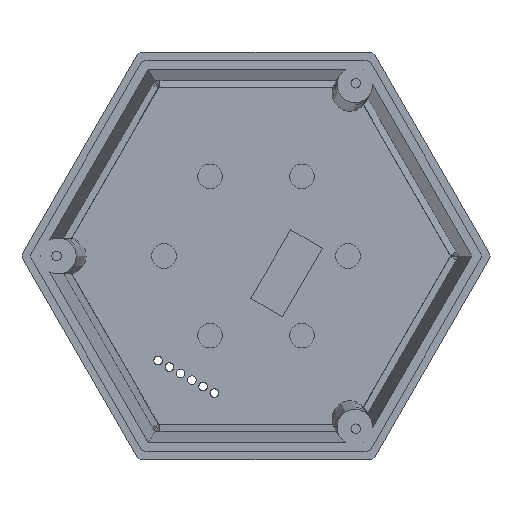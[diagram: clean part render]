
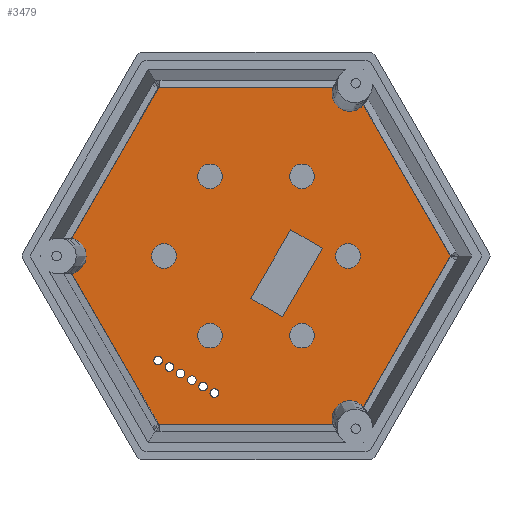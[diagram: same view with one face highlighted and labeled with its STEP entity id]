
A CAD part, front view. The second image highlights one B-rep face of the part: STEP entity #3479.
In plain terms, the highlighted planar face has unit normal (0, -1, 0).
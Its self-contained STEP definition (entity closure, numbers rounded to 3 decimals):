
#50=FACE_BOUND('',#620,.T.);
#51=FACE_BOUND('',#621,.T.);
#52=FACE_BOUND('',#622,.T.);
#53=FACE_BOUND('',#623,.T.);
#54=FACE_BOUND('',#624,.T.);
#55=FACE_BOUND('',#625,.T.);
#56=FACE_BOUND('',#626,.T.);
#57=FACE_BOUND('',#627,.T.);
#58=FACE_BOUND('',#628,.T.);
#59=FACE_BOUND('',#629,.T.);
#60=FACE_BOUND('',#630,.T.);
#61=FACE_BOUND('',#631,.T.);
#62=FACE_BOUND('',#632,.T.);
#224=PLANE('',#3741);
#408=FACE_OUTER_BOUND('',#619,.T.);
#619=EDGE_LOOP('',(#3209,#3210,#3211,#3212,#3213,#3214));
#620=EDGE_LOOP('',(#3215,#3216,#3217,#3218));
#621=EDGE_LOOP('',(#3219));
#622=EDGE_LOOP('',(#3220));
#623=EDGE_LOOP('',(#3221));
#624=EDGE_LOOP('',(#3222));
#625=EDGE_LOOP('',(#3223));
#626=EDGE_LOOP('',(#3224));
#627=EDGE_LOOP('',(#3225));
#628=EDGE_LOOP('',(#3226));
#629=EDGE_LOOP('',(#3227));
#630=EDGE_LOOP('',(#3228));
#631=EDGE_LOOP('',(#3229));
#632=EDGE_LOOP('',(#3230));
#698=LINE('',#4820,#1109);
#702=LINE('',#4828,#1113);
#705=LINE('',#4834,#1116);
#708=LINE('',#4839,#1119);
#715=LINE('',#4856,#1126);
#997=LINE('',#5541,#1408);
#1001=LINE('',#5548,#1412);
#1021=LINE('',#5611,#1432);
#1047=LINE('',#5687,#1458);
#1048=LINE('',#5689,#1459);
#1109=VECTOR('',#3895,10.);
#1113=VECTOR('',#3901,10.);
#1116=VECTOR('',#3906,10.);
#1119=VECTOR('',#3911,10.);
#1126=VECTOR('',#3924,10.);
#1408=VECTOR('',#4500,10.);
#1412=VECTOR('',#4506,10.);
#1432=VECTOR('',#4580,10.);
#1458=VECTOR('',#4636,10.);
#1459=VECTOR('',#4639,10.);
#1499=CIRCLE('',#3700,0.85);
#1500=CIRCLE('',#3702,0.85);
#1501=CIRCLE('',#3704,0.85);
#1502=CIRCLE('',#3706,0.85);
#1503=CIRCLE('',#3708,0.85);
#1504=CIRCLE('',#3710,0.85);
#1505=CIRCLE('',#3712,2.405);
#1506=CIRCLE('',#3714,2.405);
#1507=CIRCLE('',#3716,2.405);
#1508=CIRCLE('',#3718,2.405);
#1509=CIRCLE('',#3720,2.405);
#1510=CIRCLE('',#3722,2.405);
#1570=VERTEX_POINT('',#4818);
#1571=VERTEX_POINT('',#4819);
#1574=VERTEX_POINT('',#4827);
#1576=VERTEX_POINT('',#4833);
#1583=VERTEX_POINT('',#4853);
#1584=VERTEX_POINT('',#4855);
#1799=VERTEX_POINT('',#5538);
#1800=VERTEX_POINT('',#5540);
#1802=VERTEX_POINT('',#5547);
#1804=VERTEX_POINT('',#5554);
#1805=VERTEX_POINT('',#5558);
#1806=VERTEX_POINT('',#5562);
#1807=VERTEX_POINT('',#5566);
#1808=VERTEX_POINT('',#5570);
#1809=VERTEX_POINT('',#5574);
#1810=VERTEX_POINT('',#5578);
#1811=VERTEX_POINT('',#5582);
#1812=VERTEX_POINT('',#5586);
#1813=VERTEX_POINT('',#5590);
#1814=VERTEX_POINT('',#5594);
#1815=VERTEX_POINT('',#5598);
#1818=VERTEX_POINT('',#5610);
#1908=EDGE_CURVE('',#1570,#1571,#698,.T.);
#1912=EDGE_CURVE('',#1574,#1570,#702,.T.);
#1915=EDGE_CURVE('',#1576,#1574,#705,.T.);
#1918=EDGE_CURVE('',#1571,#1576,#708,.T.);
#1925=EDGE_CURVE('',#1583,#1584,#715,.T.);
#2239=EDGE_CURVE('',#1799,#1800,#997,.T.);
#2243=EDGE_CURVE('',#1800,#1802,#1001,.T.);
#2248=EDGE_CURVE('',#1804,#1804,#1499,.T.);
#2250=EDGE_CURVE('',#1805,#1805,#1500,.T.);
#2252=EDGE_CURVE('',#1806,#1806,#1501,.T.);
#2254=EDGE_CURVE('',#1807,#1807,#1502,.T.);
#2256=EDGE_CURVE('',#1808,#1808,#1503,.T.);
#2258=EDGE_CURVE('',#1809,#1809,#1504,.T.);
#2259=EDGE_CURVE('',#1810,#1810,#1505,.T.);
#2261=EDGE_CURVE('',#1811,#1811,#1506,.T.);
#2263=EDGE_CURVE('',#1812,#1812,#1507,.T.);
#2265=EDGE_CURVE('',#1813,#1813,#1508,.T.);
#2267=EDGE_CURVE('',#1814,#1814,#1509,.T.);
#2269=EDGE_CURVE('',#1815,#1815,#1510,.T.);
#2275=EDGE_CURVE('',#1802,#1818,#1021,.T.);
#2307=EDGE_CURVE('',#1584,#1799,#1047,.T.);
#2308=EDGE_CURVE('',#1818,#1583,#1048,.T.);
#3209=ORIENTED_EDGE('',*,*,#2275,.F.);
#3210=ORIENTED_EDGE('',*,*,#2243,.F.);
#3211=ORIENTED_EDGE('',*,*,#2239,.F.);
#3212=ORIENTED_EDGE('',*,*,#2307,.F.);
#3213=ORIENTED_EDGE('',*,*,#1925,.F.);
#3214=ORIENTED_EDGE('',*,*,#2308,.F.);
#3215=ORIENTED_EDGE('',*,*,#1908,.T.);
#3216=ORIENTED_EDGE('',*,*,#1918,.T.);
#3217=ORIENTED_EDGE('',*,*,#1915,.T.);
#3218=ORIENTED_EDGE('',*,*,#1912,.T.);
#3219=ORIENTED_EDGE('',*,*,#2269,.T.);
#3220=ORIENTED_EDGE('',*,*,#2267,.T.);
#3221=ORIENTED_EDGE('',*,*,#2265,.T.);
#3222=ORIENTED_EDGE('',*,*,#2263,.T.);
#3223=ORIENTED_EDGE('',*,*,#2261,.T.);
#3224=ORIENTED_EDGE('',*,*,#2259,.T.);
#3225=ORIENTED_EDGE('',*,*,#2258,.T.);
#3226=ORIENTED_EDGE('',*,*,#2256,.T.);
#3227=ORIENTED_EDGE('',*,*,#2254,.T.);
#3228=ORIENTED_EDGE('',*,*,#2252,.T.);
#3229=ORIENTED_EDGE('',*,*,#2250,.T.);
#3230=ORIENTED_EDGE('',*,*,#2248,.T.);
#3479=ADVANCED_FACE('',(#408,#50,#51,#52,#53,#54,#55,#56,#57,#58,#59,#60,
#61,#62),#224,.F.);
#3700=AXIS2_PLACEMENT_3D('',#5556,#4513,#4514);
#3702=AXIS2_PLACEMENT_3D('',#5560,#4518,#4519);
#3704=AXIS2_PLACEMENT_3D('',#5564,#4523,#4524);
#3706=AXIS2_PLACEMENT_3D('',#5568,#4528,#4529);
#3708=AXIS2_PLACEMENT_3D('',#5572,#4533,#4534);
#3710=AXIS2_PLACEMENT_3D('',#5576,#4538,#4539);
#3712=AXIS2_PLACEMENT_3D('',#5579,#4542,#4543);
#3714=AXIS2_PLACEMENT_3D('',#5583,#4547,#4548);
#3716=AXIS2_PLACEMENT_3D('',#5587,#4552,#4553);
#3718=AXIS2_PLACEMENT_3D('',#5591,#4557,#4558);
#3720=AXIS2_PLACEMENT_3D('',#5595,#4562,#4563);
#3722=AXIS2_PLACEMENT_3D('',#5599,#4567,#4568);
#3741=AXIS2_PLACEMENT_3D('',#5688,#4637,#4638);
#3895=DIRECTION('',(0.864,0.,-0.504));
#3901=DIRECTION('',(0.504,0.,0.864));
#3906=DIRECTION('',(-0.864,0.,0.504));
#3911=DIRECTION('',(-0.504,0.,-0.864));
#3924=DIRECTION('',(-1.,0.,0.));
#4500=DIRECTION('',(0.5,0.,0.866));
#4506=DIRECTION('',(1.,0.,0.));
#4513=DIRECTION('center_axis',(0.,1.,0.));
#4514=DIRECTION('ref_axis',(-1.,0.,0.));
#4518=DIRECTION('center_axis',(0.,1.,0.));
#4519=DIRECTION('ref_axis',(-1.,0.,0.));
#4523=DIRECTION('center_axis',(0.,1.,0.));
#4524=DIRECTION('ref_axis',(-1.,0.,0.));
#4528=DIRECTION('center_axis',(0.,1.,0.));
#4529=DIRECTION('ref_axis',(-1.,0.,0.));
#4533=DIRECTION('center_axis',(0.,1.,0.));
#4534=DIRECTION('ref_axis',(-1.,0.,0.));
#4538=DIRECTION('center_axis',(0.,1.,0.));
#4539=DIRECTION('ref_axis',(-1.,0.,0.));
#4542=DIRECTION('center_axis',(0.,1.,0.));
#4543=DIRECTION('ref_axis',(-1.,0.,0.));
#4547=DIRECTION('center_axis',(0.,1.,0.));
#4548=DIRECTION('ref_axis',(-0.5,0.,0.866));
#4552=DIRECTION('center_axis',(0.,1.,0.));
#4553=DIRECTION('ref_axis',(0.5,0.,0.866));
#4557=DIRECTION('center_axis',(0.,1.,0.));
#4558=DIRECTION('ref_axis',(1.,0.,0.));
#4562=DIRECTION('center_axis',(0.,1.,0.));
#4563=DIRECTION('ref_axis',(0.5,0.,-0.866));
#4567=DIRECTION('center_axis',(0.,1.,0.));
#4568=DIRECTION('ref_axis',(-0.5,0.,-0.866));
#4580=DIRECTION('',(0.5,0.,-0.866));
#4636=DIRECTION('',(-0.5,0.,0.866));
#4637=DIRECTION('center_axis',(0.,1.,0.));
#4638=DIRECTION('ref_axis',(0.,0.,1.));
#4639=DIRECTION('',(-0.5,0.,-0.866));
#4818=CARTESIAN_POINT('',(6.789,29.,5.123));
#4819=CARTESIAN_POINT('',(13.,29.,1.5));
#4820=CARTESIAN_POINT('',(5.371,29.,5.95));
#4827=CARTESIAN_POINT('',(-1.023,29.,-8.269));
#4828=CARTESIAN_POINT('',(0.907,29.,-4.962));
#4833=CARTESIAN_POINT('',(5.188,29.,-11.892));
#4834=CARTESIAN_POINT('',(0.665,29.,-9.253));
#4839=CARTESIAN_POINT('',(11.023,29.,-1.889));
#4853=CARTESIAN_POINT('',(18.987,29.,-32.886));
#4855=CARTESIAN_POINT('',(-18.987,29.,-32.886));
#4856=CARTESIAN_POINT('',(11.5,29.,-32.886));
#5538=CARTESIAN_POINT('',(-37.973,29.,0.));
#5540=CARTESIAN_POINT('',(-18.987,29.,32.886));
#5541=CARTESIAN_POINT('',(-34.23,29.,6.484));
#5547=CARTESIAN_POINT('',(18.987,29.,32.886));
#5548=CARTESIAN_POINT('',(-11.5,29.,32.886));
#5554=CARTESIAN_POINT('',(-7.301,29.,-26.817));
#5556=CARTESIAN_POINT('Origin',(-8.151,29.,-26.817));
#5558=CARTESIAN_POINT('',(-16.1,29.,-21.737));
#5560=CARTESIAN_POINT('Origin',(-16.95,29.,-21.737));
#5562=CARTESIAN_POINT('',(-13.9,29.,-23.007));
#5564=CARTESIAN_POINT('Origin',(-14.75,29.,-23.007));
#5566=CARTESIAN_POINT('',(-9.5,29.,-25.547));
#5568=CARTESIAN_POINT('Origin',(-10.35,29.,-25.547));
#5570=CARTESIAN_POINT('',(-18.299,29.,-20.467));
#5572=CARTESIAN_POINT('Origin',(-19.149,29.,-20.467));
#5574=CARTESIAN_POINT('',(-11.7,29.,-24.277));
#5576=CARTESIAN_POINT('Origin',(-12.55,29.,-24.277));
#5578=CARTESIAN_POINT('',(-6.595,29.,-15.588));
#5579=CARTESIAN_POINT('Origin',(-9.,29.,-15.588));
#5582=CARTESIAN_POINT('',(-16.798,29.,-2.083));
#5583=CARTESIAN_POINT('Origin',(-18.,29.,0.));
#5586=CARTESIAN_POINT('',(-10.203,29.,13.506));
#5587=CARTESIAN_POINT('Origin',(-9.,29.,15.588));
#5590=CARTESIAN_POINT('',(6.595,29.,15.588));
#5591=CARTESIAN_POINT('Origin',(9.,29.,15.588));
#5594=CARTESIAN_POINT('',(16.798,29.,2.083));
#5595=CARTESIAN_POINT('Origin',(18.,29.,0.));
#5598=CARTESIAN_POINT('',(10.203,29.,-13.506));
#5599=CARTESIAN_POINT('Origin',(9.,29.,-15.588));
#5610=CARTESIAN_POINT('',(37.973,29.,0.));
#5611=CARTESIAN_POINT('',(22.73,29.,26.402));
#5687=CARTESIAN_POINT('',(-22.73,29.,-26.402));
#5688=CARTESIAN_POINT('Origin',(0.,29.,0.));
#5689=CARTESIAN_POINT('',(34.23,29.,-6.484));
